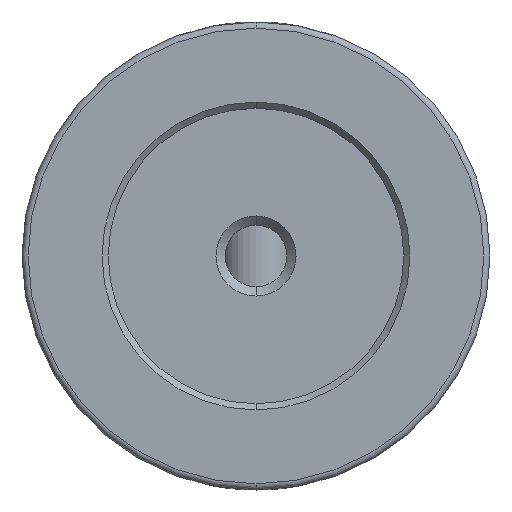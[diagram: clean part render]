
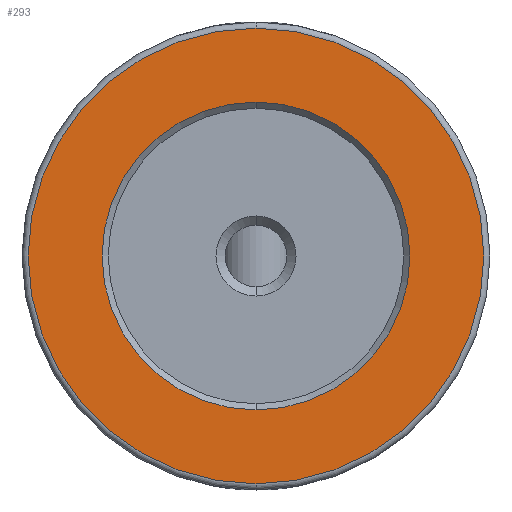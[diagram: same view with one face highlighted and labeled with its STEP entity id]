
A CAD part, front view. The second image highlights one B-rep face of the part: STEP entity #293.
In plain terms, the highlighted planar face has unit normal (0, -1, 0).
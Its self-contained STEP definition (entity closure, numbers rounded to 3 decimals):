
#76 = DIRECTION ( 'NONE',  ( 0., -1., 0. ) ) ;
#86 = CIRCLE ( 'NONE', #868, 12.5 ) ;
#149 = EDGE_CURVE ( 'NONE', #738, #623, #662, .T. ) ;
#154 = DIRECTION ( 'NONE',  ( 0., 0., 1. ) ) ;
#166 = DIRECTION ( 'NONE',  ( 0., -1., 0. ) ) ;
#189 = CIRCLE ( 'NONE', #905, 18.5 ) ;
#196 = CARTESIAN_POINT ( 'NONE',  ( -85.227, -179.261, 381.5 ) ) ;
#245 = DIRECTION ( 'NONE',  ( 0., 1., 0. ) ) ;
#267 = VERTEX_POINT ( 'NONE', #480 ) ;
#283 = CARTESIAN_POINT ( 'NONE',  ( -85.227, -179.261, 418.5 ) ) ;
#293 = ADVANCED_FACE ( 'NONE', ( #395, #726 ), #721, .F. ) ;
#343 = EDGE_CURVE ( 'NONE', #623, #738, #189, .T. ) ;
#344 = ORIENTED_EDGE ( 'NONE', *, *, #343, .T. ) ;
#353 = CIRCLE ( 'NONE', #419, 12.5 ) ;
#389 = CARTESIAN_POINT ( 'NONE',  ( -85.227, -179.261, 400. ) ) ;
#395 = FACE_BOUND ( 'NONE', #506, .T. ) ;
#412 = DIRECTION ( 'NONE',  ( 0., 1., 0. ) ) ;
#419 = AXIS2_PLACEMENT_3D ( 'NONE', #389, #545, #703 ) ;
#480 = CARTESIAN_POINT ( 'NONE',  ( -85.227, -179.261, 387.5 ) ) ;
#506 = EDGE_LOOP ( 'NONE', ( #745, #543 ) ) ;
#510 = EDGE_CURVE ( 'NONE', #572, #267, #86, .T. ) ;
#543 = ORIENTED_EDGE ( 'NONE', *, *, #967, .T. ) ;
#545 = DIRECTION ( 'NONE',  ( 0., 1., 0. ) ) ;
#554 = DIRECTION ( 'NONE',  ( 0., 0., 1. ) ) ;
#565 = ORIENTED_EDGE ( 'NONE', *, *, #149, .T. ) ;
#572 = VERTEX_POINT ( 'NONE', #716 ) ;
#623 = VERTEX_POINT ( 'NONE', #196 ) ;
#662 = CIRCLE ( 'NONE', #946, 18.5 ) ;
#703 = DIRECTION ( 'NONE',  ( 0., 0., 1. ) ) ;
#706 = CARTESIAN_POINT ( 'NONE',  ( -85.227, -179.261, 400. ) ) ;
#716 = CARTESIAN_POINT ( 'NONE',  ( -85.227, -179.261, 412.5 ) ) ;
#721 = PLANE ( 'NONE',  #805 ) ;
#726 = FACE_OUTER_BOUND ( 'NONE', #873, .T. ) ;
#738 = VERTEX_POINT ( 'NONE', #283 ) ;
#745 = ORIENTED_EDGE ( 'NONE', *, *, #510, .T. ) ;
#778 = DIRECTION ( 'NONE',  ( 0., 0., 1. ) ) ;
#788 = DIRECTION ( 'NONE',  ( 0., 0., 1. ) ) ;
#799 = CARTESIAN_POINT ( 'NONE',  ( -85.227, -179.261, 400. ) ) ;
#805 = AXIS2_PLACEMENT_3D ( 'NONE', #706, #245, #554 ) ;
#837 = CARTESIAN_POINT ( 'NONE',  ( -85.227, -179.261, 400. ) ) ;
#868 = AXIS2_PLACEMENT_3D ( 'NONE', #876, #412, #778 ) ;
#873 = EDGE_LOOP ( 'NONE', ( #565, #344 ) ) ;
#876 = CARTESIAN_POINT ( 'NONE',  ( -85.227, -179.261, 400. ) ) ;
#905 = AXIS2_PLACEMENT_3D ( 'NONE', #799, #166, #788 ) ;
#946 = AXIS2_PLACEMENT_3D ( 'NONE', #837, #76, #154 ) ;
#967 = EDGE_CURVE ( 'NONE', #267, #572, #353, .T. ) ;
